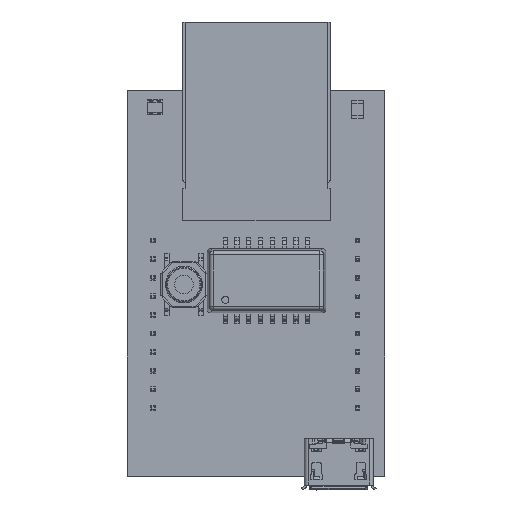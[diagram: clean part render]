
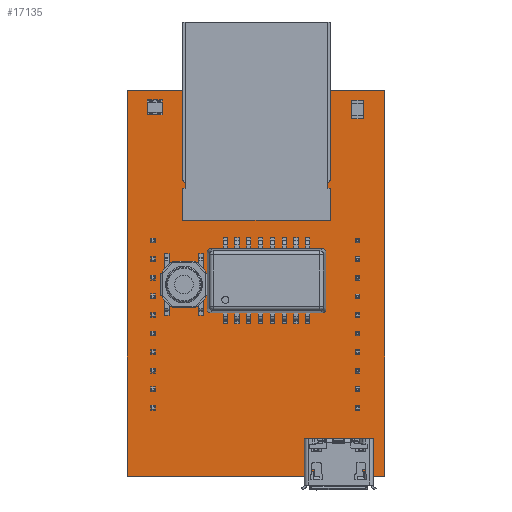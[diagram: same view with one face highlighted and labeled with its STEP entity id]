
A CAD part, top view. The second image highlights one B-rep face of the part: STEP entity #17135.
In plain terms, the highlighted planar face has unit normal (0, 0, 1).
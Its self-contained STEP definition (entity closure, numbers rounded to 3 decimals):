
#2814 = DIRECTION ( 'NONE',  ( 0., 1., 0. ) ) ;
#5182 = DIRECTION ( 'NONE',  ( 0., 1., 0. ) ) ;
#5895 = DIRECTION ( 'NONE',  ( 0., 0., 1. ) ) ;
#7003 = EDGE_CURVE ( 'NONE', #44301, #46005, #64765, .T. ) ;
#7745 = CARTESIAN_POINT ( 'NONE',  ( 0., 0., 0. ) ) ;
#10761 = CARTESIAN_POINT ( 'NONE',  ( 27.686, 0., 0. ) ) ;
#11796 = LINE ( 'NONE', #25934, #12155 ) ;
#12155 = VECTOR ( 'NONE', #37112, 1000. ) ;
#12800 = ORIENTED_EDGE ( 'NONE', *, *, #37489, .F. ) ;
#12984 = CARTESIAN_POINT ( 'NONE',  ( 0., 0., 0. ) ) ;
#14193 = CARTESIAN_POINT ( 'NONE',  ( 0., 0., 0. ) ) ;
#16831 = VECTOR ( 'NONE', #23419, 1000. ) ;
#17135 = ADVANCED_FACE ( 'NONE', ( #60529 ), #25954, .T. ) ;
#17489 = CARTESIAN_POINT ( 'NONE',  ( 27.686, 0., 0. ) ) ;
#20145 = VECTOR ( 'NONE', #5182, 1000. ) ;
#21752 = VERTEX_POINT ( 'NONE', #51841 ) ;
#23419 = DIRECTION ( 'NONE',  ( -1., 0., 0. ) ) ;
#23777 = CARTESIAN_POINT ( 'NONE',  ( 0., 0., 0. ) ) ;
#25327 = DIRECTION ( 'NONE',  ( 1., 0., 0. ) ) ;
#25934 = CARTESIAN_POINT ( 'NONE',  ( 0., 41.529, 0. ) ) ;
#25954 = PLANE ( 'NONE',  #46324 ) ;
#27687 = EDGE_CURVE ( 'NONE', #21752, #46005, #11796, .T. ) ;
#28067 = EDGE_LOOP ( 'NONE', ( #54831, #61246, #12800, #50626 ) ) ;
#37112 = DIRECTION ( 'NONE',  ( 1., 0., 0. ) ) ;
#37489 = EDGE_CURVE ( 'NONE', #44301, #55512, #62904, .T. ) ;
#39965 = EDGE_CURVE ( 'NONE', #55512, #21752, #51858, .T. ) ;
#44265 = VECTOR ( 'NONE', #2814, 1000. ) ;
#44301 = VERTEX_POINT ( 'NONE', #17489 ) ;
#46005 = VERTEX_POINT ( 'NONE', #49652 ) ;
#46324 = AXIS2_PLACEMENT_3D ( 'NONE', #23777, #5895, #25327 ) ;
#49652 = CARTESIAN_POINT ( 'NONE',  ( 27.686, 41.529, 0. ) ) ;
#50626 = ORIENTED_EDGE ( 'NONE', *, *, #7003, .T. ) ;
#51841 = CARTESIAN_POINT ( 'NONE',  ( 0., 41.529, 0. ) ) ;
#51858 = LINE ( 'NONE', #7745, #44265 ) ;
#54831 = ORIENTED_EDGE ( 'NONE', *, *, #27687, .F. ) ;
#55512 = VERTEX_POINT ( 'NONE', #12984 ) ;
#60529 = FACE_OUTER_BOUND ( 'NONE', #28067, .T. ) ;
#61246 = ORIENTED_EDGE ( 'NONE', *, *, #39965, .F. ) ;
#62904 = LINE ( 'NONE', #14193, #16831 ) ;
#64765 = LINE ( 'NONE', #10761, #20145 ) ;
